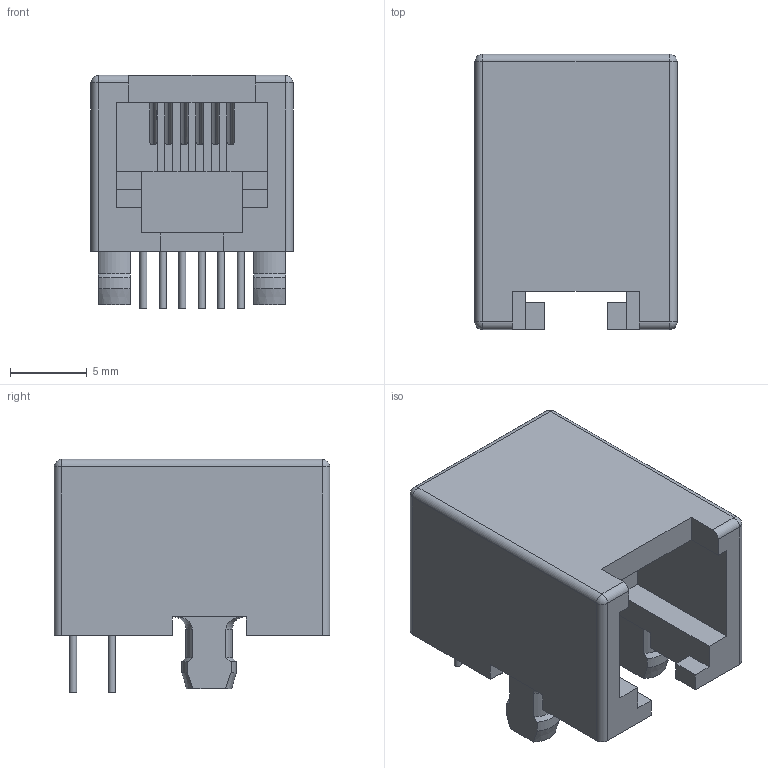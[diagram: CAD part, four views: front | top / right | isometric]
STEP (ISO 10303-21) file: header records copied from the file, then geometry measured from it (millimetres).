
FILE_DESCRIPTION(('FreeCAD Model'),'2;1');
FILE_NAME('Open CASCADE Shape Model','2023-10-30T09:35:21',( 'kicad StepUp'),('ksu MCAD'),'Open CASCADE STEP processor 7.6', 'FreeCAD','Unknown');
FILE_SCHEMA(('AUTOMOTIVE_DESIGN { 1 0 10303 214 1 1 1 1 }'));
Length unit declared in the file: millimetre
Products named in the file (1): RJ12_Amphenol_54601-x06_Horizontal
Bounding box: 13.2 x 18 x 15.25 mm (x, y, z)
Volume: 1788.6 mm3; surface area: 1627.7 mm2
Topology: 1 solids, 1 shells, 135 faces, 353 edges, 234 vertices
Faces by surface type: plane 84, cylinder 35, cone 8, sphere 4, torus 4
Full cylindrical faces by diameter (mm): 0.46 x6
Entity records: 5352 total; most frequent: CARTESIAN_POINT 1057, ORIENTED_EDGE 706, DIRECTION 661, EDGE_CURVE 353, VERTEX_POINT 234, LINE 233, VECTOR 233, AXIS2_PLACEMENT_3D 214
